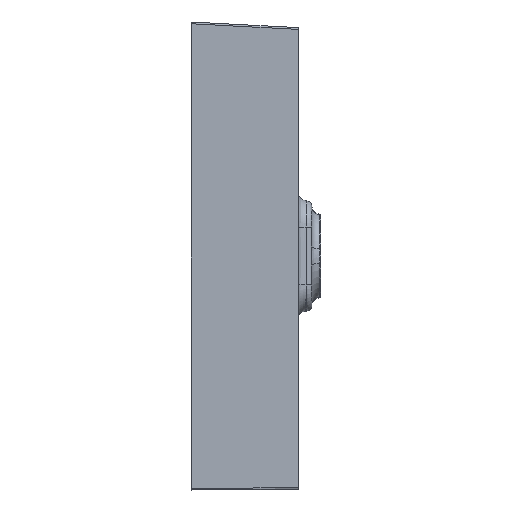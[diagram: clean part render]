
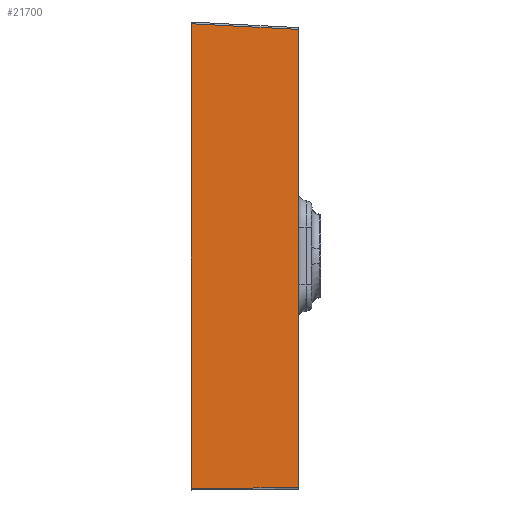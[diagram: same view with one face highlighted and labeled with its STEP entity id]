
A CAD part, left-side view. The second image highlights one B-rep face of the part: STEP entity #21700.
In plain terms, the highlighted planar face has unit normal (-0.999, -0.052, 0).
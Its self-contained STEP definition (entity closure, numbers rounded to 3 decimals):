
#39 = DIRECTION ( 'NONE',  ( -0.052, 0.997, 0.052 ) ) ;
#89 = CARTESIAN_POINT ( 'NONE',  ( -400., 0., -260.5 ) ) ;
#436 = EDGE_CURVE ( 'NONE', #7031, #22337, #22990, .T. ) ;
#1423 = PLANE ( 'NONE',  #4826 ) ;
#1550 = DIRECTION ( 'NONE',  ( 0.052, -0.999, 0. ) ) ;
#1859 = VECTOR ( 'NONE', #3195, 1000. ) ;
#1958 = LINE ( 'NONE', #23969, #18538 ) ;
#2836 = CARTESIAN_POINT ( 'NONE',  ( -393.711, -120., 254.214 ) ) ;
#3195 = DIRECTION ( 'NONE',  ( 0.052, -0.999, 0.003 ) ) ;
#4282 = LINE ( 'NONE', #12187, #24676 ) ;
#4329 = EDGE_CURVE ( 'NONE', #17317, #22337, #1958, .T. ) ;
#4664 = DIRECTION ( 'NONE',  ( 0., 0., 1. ) ) ;
#4826 = AXIS2_PLACEMENT_3D ( 'NONE', #21112, #9307, #1550 ) ;
#5671 = ORIENTED_EDGE ( 'NONE', *, *, #21557, .F. ) ;
#6206 = ORIENTED_EDGE ( 'NONE', *, *, #11977, .T. ) ;
#7031 = VERTEX_POINT ( 'NONE', #89 ) ;
#7431 = CARTESIAN_POINT ( 'NONE',  ( -393.711, -120., -260.081 ) ) ;
#7778 = DIRECTION ( 'NONE',  ( 0., 0., -1. ) ) ;
#8368 = ORIENTED_EDGE ( 'NONE', *, *, #4329, .F. ) ;
#9307 = DIRECTION ( 'NONE',  ( -0.999, -0.052, 0. ) ) ;
#11977 = EDGE_CURVE ( 'NONE', #17317, #18740, #23726, .T. ) ;
#12187 = CARTESIAN_POINT ( 'NONE',  ( -400., 0., 262.5 ) ) ;
#12606 = EDGE_LOOP ( 'NONE', ( #8368, #6206, #5671, #24665 ) ) ;
#17317 = VERTEX_POINT ( 'NONE', #2836 ) ;
#17604 = CARTESIAN_POINT ( 'NONE',  ( -400., 0., 260.503 ) ) ;
#18538 = VECTOR ( 'NONE', #7778, 1000. ) ;
#18740 = VERTEX_POINT ( 'NONE', #17604 ) ;
#19476 = CARTESIAN_POINT ( 'NONE',  ( -400.005, 0.104, 260.508 ) ) ;
#21112 = CARTESIAN_POINT ( 'NONE',  ( -400., 0., 262.5 ) ) ;
#21201 = CARTESIAN_POINT ( 'NONE',  ( -399.905, -1.821, -260.494 ) ) ;
#21557 = EDGE_CURVE ( 'NONE', #7031, #18740, #4282, .T. ) ;
#21700 = ADVANCED_FACE ( 'NONE', ( #24724 ), #1423, .T. ) ;
#22337 = VERTEX_POINT ( 'NONE', #7431 ) ;
#22990 = LINE ( 'NONE', #21201, #1859 ) ;
#23726 = LINE ( 'NONE', #19476, #23992 ) ;
#23969 = CARTESIAN_POINT ( 'NONE',  ( -393.711, -120., 262.5 ) ) ;
#23992 = VECTOR ( 'NONE', #39, 1000. ) ;
#24665 = ORIENTED_EDGE ( 'NONE', *, *, #436, .T. ) ;
#24676 = VECTOR ( 'NONE', #4664, 1000. ) ;
#24724 = FACE_OUTER_BOUND ( 'NONE', #12606, .T. ) ;
